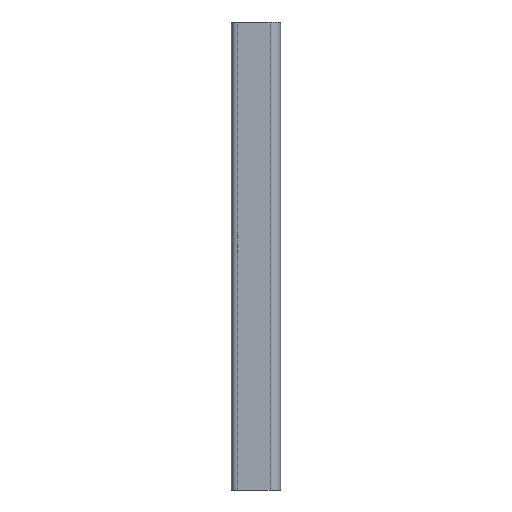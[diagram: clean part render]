
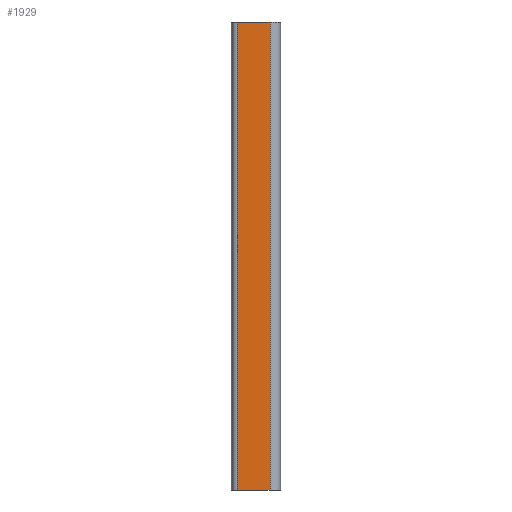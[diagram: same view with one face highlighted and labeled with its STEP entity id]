
A CAD part, left-side view. The second image highlights one B-rep face of the part: STEP entity #1929.
In plain terms, the highlighted planar face has unit normal (-1, 0, 0).
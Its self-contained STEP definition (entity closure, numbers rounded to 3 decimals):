
#65 = VERTEX_POINT ( 'NONE', #523 ) ;
#85 = DIRECTION ( 'NONE',  ( 0., 0., -1. ) ) ;
#103 = CARTESIAN_POINT ( 'NONE',  ( -20.5, 4.5, 200. ) ) ;
#168 = VECTOR ( 'NONE', #680, 1000. ) ;
#172 = ORIENTED_EDGE ( 'NONE', *, *, #1957, .T. ) ;
#188 = LINE ( 'NONE', #864, #168 ) ;
#196 = VERTEX_POINT ( 'NONE', #2020 ) ;
#225 = ORIENTED_EDGE ( 'NONE', *, *, #1681, .F. ) ;
#241 = CARTESIAN_POINT ( 'NONE',  ( -20.5, 4.5, 0. ) ) ;
#249 = ORIENTED_EDGE ( 'NONE', *, *, #596, .F. ) ;
#290 = CARTESIAN_POINT ( 'NONE',  ( -20.5, 18.5, 200. ) ) ;
#346 = PLANE ( 'NONE',  #1620 ) ;
#405 = CARTESIAN_POINT ( 'NONE',  ( -20.5, 18.5, 0. ) ) ;
#523 = CARTESIAN_POINT ( 'NONE',  ( -20.5, 4.5, 0. ) ) ;
#596 = EDGE_CURVE ( 'NONE', #853, #196, #188, .T. ) ;
#620 = CARTESIAN_POINT ( 'NONE',  ( -20.5, 18.5, 200. ) ) ;
#680 = DIRECTION ( 'NONE',  ( 0., -1., 0. ) ) ;
#755 = LINE ( 'NONE', #241, #978 ) ;
#806 = CARTESIAN_POINT ( 'NONE',  ( -20.5, 4.5, 200. ) ) ;
#853 = VERTEX_POINT ( 'NONE', #290 ) ;
#864 = CARTESIAN_POINT ( 'NONE',  ( -20.5, 4.5, 200. ) ) ;
#978 = VECTOR ( 'NONE', #1640, 1000. ) ;
#1145 = EDGE_LOOP ( 'NONE', ( #2072, #225, #249, #172 ) ) ;
#1146 = DIRECTION ( 'NONE',  ( 0., 0., -1. ) ) ;
#1198 = DIRECTION ( 'NONE',  ( 1., 0., 0. ) ) ;
#1225 = LINE ( 'NONE', #103, #2038 ) ;
#1266 = EDGE_CURVE ( 'NONE', #1461, #65, #755, .T. ) ;
#1372 = FACE_OUTER_BOUND ( 'NONE', #1145, .T. ) ;
#1461 = VERTEX_POINT ( 'NONE', #405 ) ;
#1620 = AXIS2_PLACEMENT_3D ( 'NONE', #806, #1198, #1146 ) ;
#1640 = DIRECTION ( 'NONE',  ( 0., -1., 0. ) ) ;
#1681 = EDGE_CURVE ( 'NONE', #196, #65, #1225, .T. ) ;
#1790 = VECTOR ( 'NONE', #2073, 1000. ) ;
#1885 = LINE ( 'NONE', #620, #1790 ) ;
#1929 = ADVANCED_FACE ( 'NONE', ( #1372 ), #346, .F. ) ;
#1957 = EDGE_CURVE ( 'NONE', #853, #1461, #1885, .T. ) ;
#2020 = CARTESIAN_POINT ( 'NONE',  ( -20.5, 4.5, 200. ) ) ;
#2038 = VECTOR ( 'NONE', #85, 1000. ) ;
#2072 = ORIENTED_EDGE ( 'NONE', *, *, #1266, .T. ) ;
#2073 = DIRECTION ( 'NONE',  ( 0., 0., -1. ) ) ;
